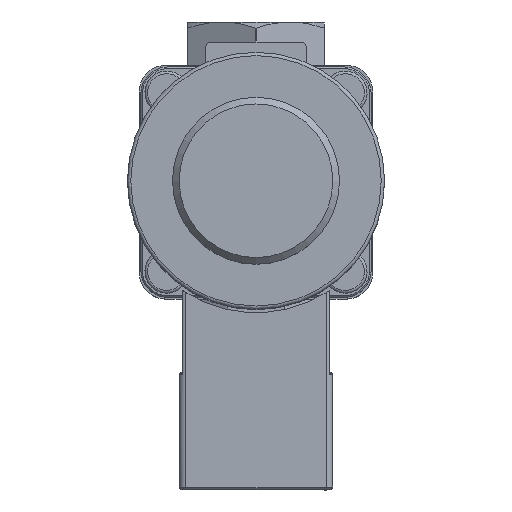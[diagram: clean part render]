
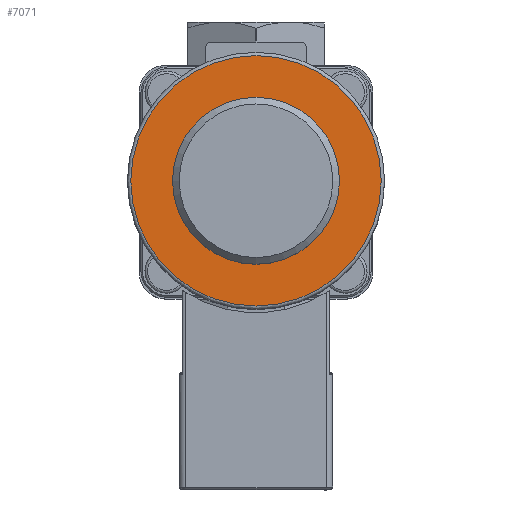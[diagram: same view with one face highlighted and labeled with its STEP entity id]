
A CAD part, top view. The second image highlights one B-rep face of the part: STEP entity #7071.
In plain terms, the highlighted planar face has unit normal (0, 0, 1).
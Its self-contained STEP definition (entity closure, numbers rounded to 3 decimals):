
#1275=FACE_BOUND('',#1967,.T.);
#1514=FACE_OUTER_BOUND('',#1966,.T.);
#1966=EDGE_LOOP('',(#5005));
#1967=EDGE_LOOP('',(#5006));
#2435=CIRCLE('',#7600,23.);
#2452=CIRCLE('',#7635,37.5);
#2891=VERTEX_POINT('',#11056);
#2920=VERTEX_POINT('',#11168);
#3653=EDGE_CURVE('',#2891,#2891,#2435,.T.);
#3694=EDGE_CURVE('',#2920,#2920,#2452,.T.);
#5005=ORIENTED_EDGE('',*,*,#3694,.F.);
#5006=ORIENTED_EDGE('',*,*,#3653,.T.);
#6413=PLANE('',#7634);
#7071=ADVANCED_FACE('',(#1514,#1275),#6413,.T.);
#7600=AXIS2_PLACEMENT_3D('',#11057,#8813,#8814);
#7634=AXIS2_PLACEMENT_3D('',#11167,#8893,#8894);
#7635=AXIS2_PLACEMENT_3D('',#11169,#8895,#8896);
#8813=DIRECTION('center_axis',(0.,0.,
-1.));
#8814=DIRECTION('ref_axis',(0.,-1.,0.));
#8893=DIRECTION('center_axis',(0.,0.,
1.));
#8894=DIRECTION('ref_axis',(1.,0.,0.));
#8895=DIRECTION('center_axis',(0.,0.,
-1.));
#8896=DIRECTION('ref_axis',(1.,0.,0.));
#11056=CARTESIAN_POINT('',(0.,23.,262.5));
#11057=CARTESIAN_POINT('Origin',(0.,0.,
262.5));
#11167=CARTESIAN_POINT('Origin',(0.,0.,
262.5));
#11168=CARTESIAN_POINT('',(-37.5,0.,262.5));
#11169=CARTESIAN_POINT('Origin',(0.,0.,
262.5));
